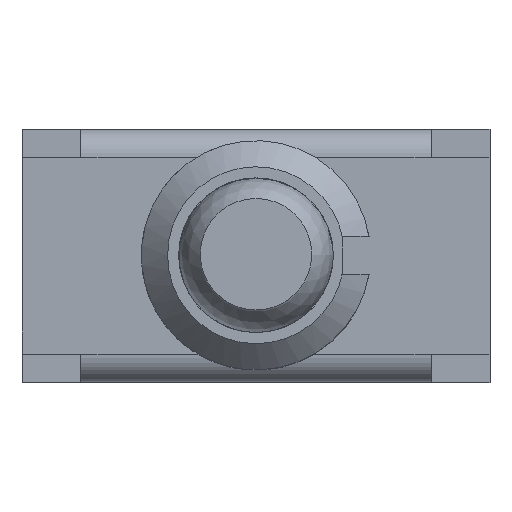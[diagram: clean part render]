
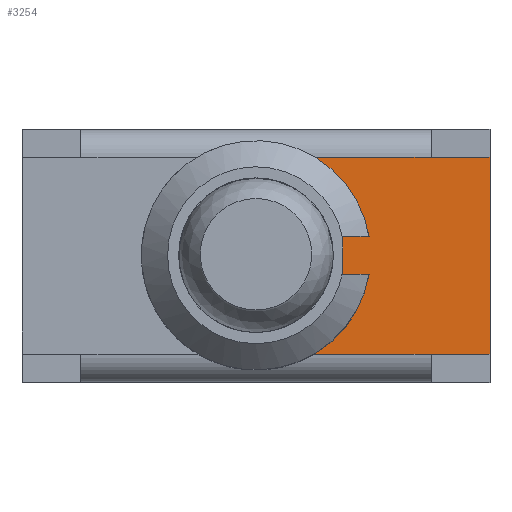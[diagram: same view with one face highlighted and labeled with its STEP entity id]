
A CAD part, top view. The second image highlights one B-rep face of the part: STEP entity #3254.
In plain terms, the highlighted planar face has unit normal (0, 0, 1).
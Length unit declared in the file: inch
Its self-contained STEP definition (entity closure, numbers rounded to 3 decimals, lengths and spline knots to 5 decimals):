
#2865=CARTESIAN_POINT('',(0.06279,-0.10512,0.35));
#2866=VERTEX_POINT('',#2865);
#2890=CARTESIAN_POINT('',(0.06279,0.10512,0.35));
#2891=VERTEX_POINT('',#2890);
#3050=CARTESIAN_POINT('',(0.09283,-0.02008,0.35));
#3051=VERTEX_POINT('',#3050);
#3058=CARTESIAN_POINT('',(0.09283,0.02008,0.35));
#3059=VERTEX_POINT('',#3058);
#3060=CARTESIAN_POINT('',(0.09283,0.02008,0.35));
#3061=DIRECTION('',(0.0,-1.0,0.0));
#3062=VECTOR('',#3061,0.04016);
#3063=LINE('',#3060,#3062);
#3064=EDGE_CURVE('',#3059,#3051,#3063,.T.);
#3082=CARTESIAN_POINT('',(0.12078,0.02008,0.35));
#3083=VERTEX_POINT('',#3082);
#3084=CARTESIAN_POINT('',(0.12078,0.02008,0.35));
#3085=DIRECTION('',(-1.0,0.0,0.0));
#3086=VECTOR('',#3085,0.02795);
#3087=LINE('',#3084,#3086);
#3088=EDGE_CURVE('',#3083,#3059,#3087,.T.);
#3105=CARTESIAN_POINT('',(0.12078,-0.02008,0.35));
#3106=VERTEX_POINT('',#3105);
#3113=CARTESIAN_POINT('',(0.09283,-0.02008,0.35));
#3114=DIRECTION('',(1.0,0.0,0.0));
#3115=VECTOR('',#3114,0.02795);
#3116=LINE('',#3113,#3115);
#3117=EDGE_CURVE('',#3051,#3106,#3116,.T.);
#3130=CARTESIAN_POINT('',(0.,0.0,0.35));
#3131=DIRECTION('',(0.0,0.0,-1.0));
#3132=DIRECTION('',(0.986,0.164,0.0));
#3133=AXIS2_PLACEMENT_3D('',#3130,#3131,#3132);
#3134=CIRCLE('',#3133,0.12244);
#3135=EDGE_CURVE('',#2891,#3083,#3134,.T.);
#3146=CARTESIAN_POINT('',(0.,0.0,0.35));
#3147=DIRECTION('',(0.0,0.0,-1.0));
#3148=DIRECTION('',(0.986,0.164,0.0));
#3149=AXIS2_PLACEMENT_3D('',#3146,#3147,#3148);
#3150=CIRCLE('',#3149,0.12244);
#3151=EDGE_CURVE('',#3106,#2866,#3150,.T.);
#3204=CARTESIAN_POINT('',(0.25936,0.11563,0.35));
#3205=DIRECTION('',(0.0,0.0,1.0));
#3206=DIRECTION('',(1.0,0.0,0.0));
#3207=AXIS2_PLACEMENT_3D('',#3204,#3205,#3206);
#3208=PLANE('',#3207);
#3209=ORIENTED_EDGE('',*,*,#3135,.T.);
#3210=ORIENTED_EDGE('',*,*,#3088,.T.);
#3211=ORIENTED_EDGE('',*,*,#3064,.T.);
#3212=ORIENTED_EDGE('',*,*,#3117,.T.);
#3213=ORIENTED_EDGE('',*,*,#3151,.T.);
#3214=CARTESIAN_POINT('',(0.18701,-0.10512,0.35));
#3215=VERTEX_POINT('',#3214);
#3216=CARTESIAN_POINT('',(0.18701,-0.10512,0.35));
#3217=DIRECTION('',(-1.0,0.0,0.0));
#3218=VECTOR('',#3217,0.12422);
#3219=LINE('',#3216,#3218);
#3220=EDGE_CURVE('',#3215,#2866,#3219,.T.);
#3221=ORIENTED_EDGE('',*,*,#3220,.F.);
#3222=CARTESIAN_POINT('',(0.25,-0.10512,0.35));
#3223=VERTEX_POINT('',#3222);
#3224=CARTESIAN_POINT('',(0.18701,-0.10512,0.35));
#3225=DIRECTION('',(1.0,0.0,0.0));
#3226=VECTOR('',#3225,0.06299);
#3227=LINE('',#3224,#3226);
#3228=EDGE_CURVE('',#3215,#3223,#3227,.T.);
#3229=ORIENTED_EDGE('',*,*,#3228,.T.);
#3230=CARTESIAN_POINT('',(0.25,0.10512,0.35));
#3231=VERTEX_POINT('',#3230);
#3232=CARTESIAN_POINT('',(0.25,-0.10512,0.35));
#3233=DIRECTION('',(0.0,1.0,0.0));
#3234=VECTOR('',#3233,0.21024);
#3235=LINE('',#3232,#3234);
#3236=EDGE_CURVE('',#3223,#3231,#3235,.T.);
#3237=ORIENTED_EDGE('',*,*,#3236,.T.);
#3238=CARTESIAN_POINT('',(0.18701,0.10512,0.35));
#3239=VERTEX_POINT('',#3238);
#3240=CARTESIAN_POINT('',(0.18701,0.10512,0.35));
#3241=DIRECTION('',(1.0,0.0,0.0));
#3242=VECTOR('',#3241,0.06299);
#3243=LINE('',#3240,#3242);
#3244=EDGE_CURVE('',#3239,#3231,#3243,.T.);
#3245=ORIENTED_EDGE('',*,*,#3244,.F.);
#3246=CARTESIAN_POINT('',(0.18701,0.10512,0.35));
#3247=DIRECTION('',(-1.0,0.0,0.0));
#3248=VECTOR('',#3247,0.12422);
#3249=LINE('',#3246,#3248);
#3250=EDGE_CURVE('',#3239,#2891,#3249,.T.);
#3251=ORIENTED_EDGE('',*,*,#3250,.T.);
#3252=EDGE_LOOP('',(#3209,#3210,#3211,#3212,#3213,#3221,#3229,#3237,#3245,#3251));
#3253=FACE_OUTER_BOUND('',#3252,.T.);
#3254=ADVANCED_FACE('',(#3253),#3208,.T.);
